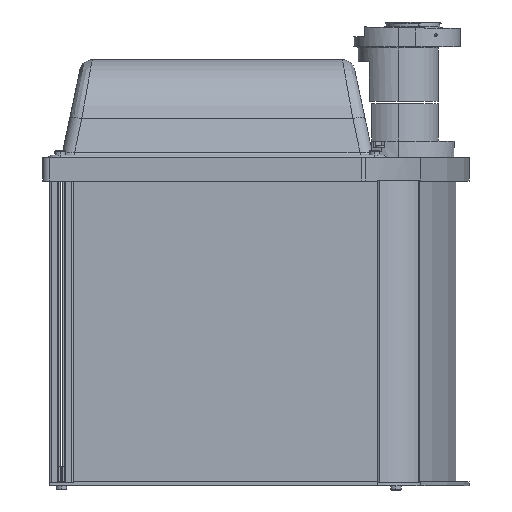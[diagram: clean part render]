
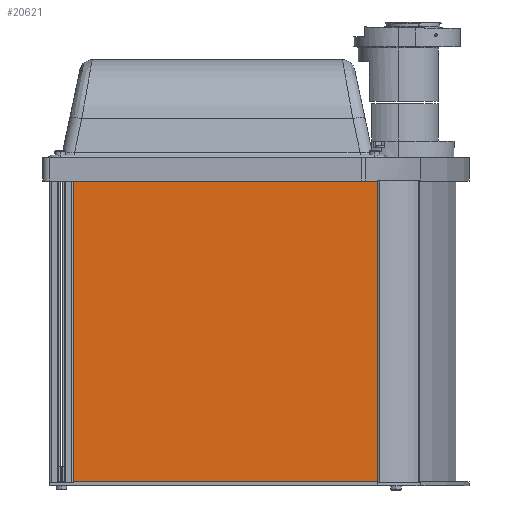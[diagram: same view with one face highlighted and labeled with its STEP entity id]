
A CAD part, left-side view. The second image highlights one B-rep face of the part: STEP entity #20621.
In plain terms, the highlighted planar face has unit normal (-1, 0, 0).
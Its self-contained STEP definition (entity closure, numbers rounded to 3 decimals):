
#141 = VERTEX_POINT ( 'NONE', #1052 ) ;
#284 = EDGE_CURVE ( 'NONE', #141, #4575, #20440, .T. ) ;
#846 = EDGE_CURVE ( 'NONE', #3190, #10105, #17240, .T. ) ;
#1052 = CARTESIAN_POINT ( 'NONE',  ( -156.672, 267.075, -22.551 ) ) ;
#1981 = CARTESIAN_POINT ( 'NONE',  ( -156.672, 11.575, -22.551 ) ) ;
#2358 = FACE_OUTER_BOUND ( 'NONE', #8769, .T. ) ;
#3190 = VERTEX_POINT ( 'NONE', #1981 ) ;
#4013 = AXIS2_PLACEMENT_3D ( 'NONE', #10794, #12481, #21092 ) ;
#4575 = VERTEX_POINT ( 'NONE', #13113 ) ;
#4668 = EDGE_CURVE ( 'NONE', #141, #3190, #8754, .T. ) ;
#5003 = DIRECTION ( 'NONE',  ( 0., -1., 0. ) ) ;
#5228 = CARTESIAN_POINT ( 'NONE',  ( -156.672, 267.075, -22.551 ) ) ;
#5733 = ORIENTED_EDGE ( 'NONE', *, *, #846, .T. ) ;
#6920 = CARTESIAN_POINT ( 'NONE',  ( -156.672, 267.075, 221.449 ) ) ;
#8281 = ORIENTED_EDGE ( 'NONE', *, *, #4668, .T. ) ;
#8754 = LINE ( 'NONE', #5228, #17245 ) ;
#8769 = EDGE_LOOP ( 'NONE', ( #5733, #21685, #11419, #8281 ) ) ;
#10105 = VERTEX_POINT ( 'NONE', #17024 ) ;
#10794 = CARTESIAN_POINT ( 'NONE',  ( -156.672, 267.075, -22.551 ) ) ;
#11217 = DIRECTION ( 'NONE',  ( 0., 0., 1. ) ) ;
#11419 = ORIENTED_EDGE ( 'NONE', *, *, #284, .F. ) ;
#12481 = DIRECTION ( 'NONE',  ( 1., 0., 0. ) ) ;
#13113 = CARTESIAN_POINT ( 'NONE',  ( -156.672, 267.075, 221.449 ) ) ;
#13482 = LINE ( 'NONE', #6920, #14314 ) ;
#13681 = CARTESIAN_POINT ( 'NONE',  ( -156.672, 267.075, -22.551 ) ) ;
#14314 = VECTOR ( 'NONE', #18813, 1000. ) ;
#16968 = DIRECTION ( 'NONE',  ( 0., 0., 1. ) ) ;
#17024 = CARTESIAN_POINT ( 'NONE',  ( -156.672, 11.575, 221.449 ) ) ;
#17119 = VECTOR ( 'NONE', #11217, 1000. ) ;
#17240 = LINE ( 'NONE', #20783, #17119 ) ;
#17245 = VECTOR ( 'NONE', #5003, 1000. ) ;
#18600 = VECTOR ( 'NONE', #16968, 1000. ) ;
#18813 = DIRECTION ( 'NONE',  ( 0., -1., 0. ) ) ;
#19242 = PLANE ( 'NONE',  #4013 ) ;
#20440 = LINE ( 'NONE', #13681, #18600 ) ;
#20621 = ADVANCED_FACE ( 'NONE', ( #2358 ), #19242, .F. ) ;
#20783 = CARTESIAN_POINT ( 'NONE',  ( -156.672, 11.575, -22.551 ) ) ;
#21092 = DIRECTION ( 'NONE',  ( 0., 0., -1. ) ) ;
#21685 = ORIENTED_EDGE ( 'NONE', *, *, #22017, .F. ) ;
#22017 = EDGE_CURVE ( 'NONE', #4575, #10105, #13482, .T. ) ;
